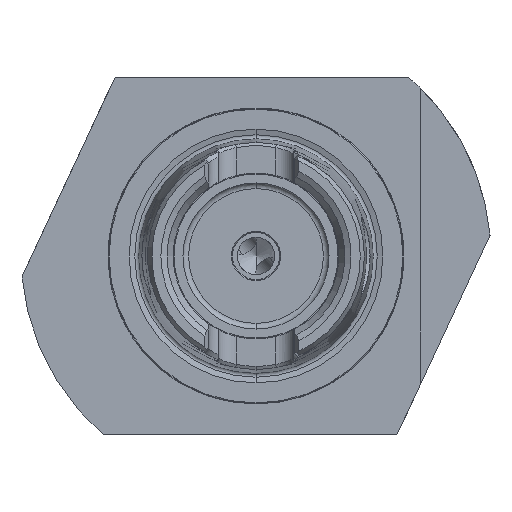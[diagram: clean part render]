
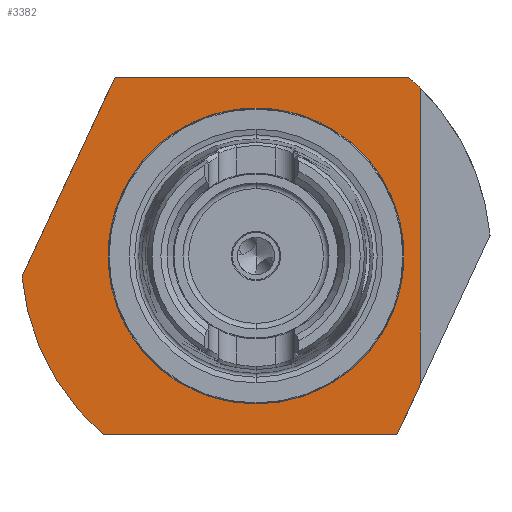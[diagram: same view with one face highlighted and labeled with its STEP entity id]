
A CAD part, left-side view. The second image highlights one B-rep face of the part: STEP entity #3382.
In plain terms, the highlighted planar face has unit normal (-1, 0, 0).
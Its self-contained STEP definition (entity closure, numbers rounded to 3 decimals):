
#97 = EDGE_LOOP ( 'NONE', ( #7540, #129, #2940, #11653, #576, #6340, #1325 ) ) ;
#124 = VERTEX_POINT ( 'NONE', #10378 ) ;
#129 = ORIENTED_EDGE ( 'NONE', *, *, #11899, .T. ) ;
#217 = LINE ( 'NONE', #6254, #8074 ) ;
#361 = VERTEX_POINT ( 'NONE', #7828 ) ;
#576 = ORIENTED_EDGE ( 'NONE', *, *, #7554, .T. ) ;
#731 = VERTEX_POINT ( 'NONE', #2079 ) ;
#1017 = CARTESIAN_POINT ( 'NONE',  ( 18., -33.575, -30.333 ) ) ;
#1079 = CARTESIAN_POINT ( 'NONE',  ( 18., 31.475, 0. ) ) ;
#1233 = LINE ( 'NONE', #11825, #8480 ) ;
#1244 = DIRECTION ( 'NONE',  ( 1., 0., 0. ) ) ;
#1325 = ORIENTED_EDGE ( 'NONE', *, *, #11014, .F. ) ;
#1883 = VERTEX_POINT ( 'NONE', #5741 ) ;
#2079 = CARTESIAN_POINT ( 'NONE',  ( 18., -35., -27.277 ) ) ;
#2369 = EDGE_LOOP ( 'NONE', ( #3434, #2954 ) ) ;
#2387 = DIRECTION ( 'NONE',  ( 0., 0., -1. ) ) ;
#2708 = CIRCLE ( 'NONE', #3467, 50. ) ;
#2940 = ORIENTED_EDGE ( 'NONE', *, *, #6506, .F. ) ;
#2954 = ORIENTED_EDGE ( 'NONE', *, *, #5551, .T. ) ;
#3023 = CARTESIAN_POINT ( 'NONE',  ( 18., 0., -31.475 ) ) ;
#3087 = DIRECTION ( 'NONE',  ( 0., 0., -1. ) ) ;
#3263 = VERTEX_POINT ( 'NONE', #4987 ) ;
#3382 = ADVANCED_FACE ( 'NONE', ( #5335, #10133 ), #10533, .F. ) ;
#3434 = ORIENTED_EDGE ( 'NONE', *, *, #8255, .T. ) ;
#3467 = AXIS2_PLACEMENT_3D ( 'NONE', #4373, #4342, #4302 ) ;
#3571 = DIRECTION ( 'NONE',  ( 0., 0., -1. ) ) ;
#3580 = CIRCLE ( 'NONE', #6405, 31.475 ) ;
#3615 = DIRECTION ( 'NONE',  ( 1., 0., 0. ) ) ;
#3695 = CARTESIAN_POINT ( 'NONE',  ( 18., 0., 0. ) ) ;
#4004 = DIRECTION ( 'NONE',  ( 0., 0., -1. ) ) ;
#4296 = CARTESIAN_POINT ( 'NONE',  ( 18., 30., 38. ) ) ;
#4302 = DIRECTION ( 'NONE',  ( 0., 0., 1. ) ) ;
#4342 = DIRECTION ( 'NONE',  ( -1., 0., 0. ) ) ;
#4373 = CARTESIAN_POINT ( 'NONE',  ( 18., 0., 0. ) ) ;
#4477 = LINE ( 'NONE', #9147, #9241 ) ;
#4499 = VERTEX_POINT ( 'NONE', #3023 ) ;
#4958 = CIRCLE ( 'NONE', #7606, 31.475 ) ;
#4987 = CARTESIAN_POINT ( 'NONE',  ( 18., 32.496, -38. ) ) ;
#5325 = CARTESIAN_POINT ( 'NONE',  ( 18., 0., 0. ) ) ;
#5335 = FACE_BOUND ( 'NONE', #2369, .T. ) ;
#5551 = EDGE_CURVE ( 'NONE', #4499, #361, #4958, .T. ) ;
#5613 = AXIS2_PLACEMENT_3D ( 'NONE', #5325, #12118, #6312 ) ;
#5741 = CARTESIAN_POINT ( 'NONE',  ( 18., 49.8, -4.462 ) ) ;
#6006 = AXIS2_PLACEMENT_3D ( 'NONE', #1079, #1244, #2387 ) ;
#6254 = CARTESIAN_POINT ( 'NONE',  ( 18., 31.475, 38. ) ) ;
#6312 = DIRECTION ( 'NONE',  ( 0., 0., 1. ) ) ;
#6340 = ORIENTED_EDGE ( 'NONE', *, *, #8747, .F. ) ;
#6405 = AXIS2_PLACEMENT_3D ( 'NONE', #11230, #11064, #4004 ) ;
#6423 = VECTOR ( 'NONE', #11387, 1000. ) ;
#6506 = EDGE_CURVE ( 'NONE', #9428, #10610, #217, .T. ) ;
#6660 = DIRECTION ( 'NONE',  ( 0., -1., 0. ) ) ;
#7139 = EDGE_CURVE ( 'NONE', #1883, #9428, #4477, .T. ) ;
#7540 = ORIENTED_EDGE ( 'NONE', *, *, #9963, .F. ) ;
#7554 = EDGE_CURVE ( 'NONE', #1883, #3263, #2708, .T. ) ;
#7606 = AXIS2_PLACEMENT_3D ( 'NONE', #3695, #3615, #3571 ) ;
#7828 = CARTESIAN_POINT ( 'NONE',  ( 18., 0., 31.475 ) ) ;
#8074 = VECTOR ( 'NONE', #6660, 1000. ) ;
#8255 = EDGE_CURVE ( 'NONE', #361, #4499, #3580, .T. ) ;
#8480 = VECTOR ( 'NONE', #11864, 1000. ) ;
#8747 = EDGE_CURVE ( 'NONE', #10470, #3263, #1233, .T. ) ;
#8912 = LINE ( 'NONE', #11698, #9190 ) ;
#9147 = CARTESIAN_POINT ( 'NONE',  ( 18., 44.818, 6.222 ) ) ;
#9190 = VECTOR ( 'NONE', #3087, 1000. ) ;
#9241 = VECTOR ( 'NONE', #9265, 1000. ) ;
#9265 = DIRECTION ( 'NONE',  ( 0., -0.423, 0.906 ) ) ;
#9428 = VERTEX_POINT ( 'NONE', #4296 ) ;
#9963 = EDGE_CURVE ( 'NONE', #124, #731, #8912, .T. ) ;
#10133 = FACE_OUTER_BOUND ( 'NONE', #97, .T. ) ;
#10208 = CARTESIAN_POINT ( 'NONE',  ( 18., -30., -38. ) ) ;
#10378 = CARTESIAN_POINT ( 'NONE',  ( 18., -35., 35.707 ) ) ;
#10469 = CIRCLE ( 'NONE', #5613, 50. ) ;
#10470 = VERTEX_POINT ( 'NONE', #10208 ) ;
#10533 = PLANE ( 'NONE',  #6006 ) ;
#10610 = VERTEX_POINT ( 'NONE', #11454 ) ;
#11014 = EDGE_CURVE ( 'NONE', #731, #10470, #11249, .T. ) ;
#11064 = DIRECTION ( 'NONE',  ( 1., 0., 0. ) ) ;
#11230 = CARTESIAN_POINT ( 'NONE',  ( 18., 0., 0. ) ) ;
#11249 = LINE ( 'NONE', #1017, #6423 ) ;
#11387 = DIRECTION ( 'NONE',  ( 0., 0.423, -0.906 ) ) ;
#11454 = CARTESIAN_POINT ( 'NONE',  ( 18., -32.496, 38. ) ) ;
#11653 = ORIENTED_EDGE ( 'NONE', *, *, #7139, .F. ) ;
#11698 = CARTESIAN_POINT ( 'NONE',  ( 18., -35., 0. ) ) ;
#11825 = CARTESIAN_POINT ( 'NONE',  ( 18., 31.475, -38. ) ) ;
#11864 = DIRECTION ( 'NONE',  ( 0., 1., 0. ) ) ;
#11899 = EDGE_CURVE ( 'NONE', #124, #10610, #10469, .T. ) ;
#12118 = DIRECTION ( 'NONE',  ( -1., 0., 0. ) ) ;
